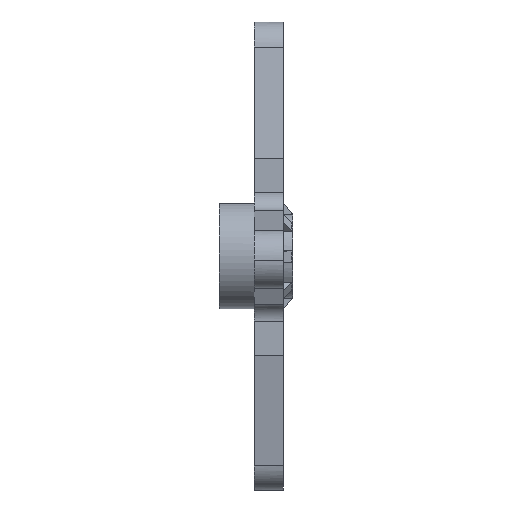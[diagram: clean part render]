
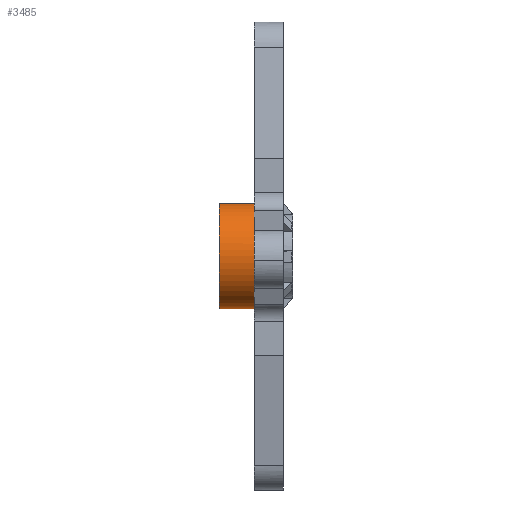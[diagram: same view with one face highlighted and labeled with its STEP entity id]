
A CAD part, left-side view. The second image highlights one B-rep face of the part: STEP entity #3485.
In plain terms, the highlighted cylindrical face has radius 4.5 mm (diameter 9 mm), a partial arc.
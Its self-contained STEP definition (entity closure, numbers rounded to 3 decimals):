
#84 = ORIENTED_EDGE ( 'NONE', *, *, #3572, .F. ) ;
#114 = CARTESIAN_POINT ( 'NONE',  ( 40.699, 102., 38.701 ) ) ;
#247 = CARTESIAN_POINT ( 'NONE',  ( 38.423, 105., 39.229 ) ) ;
#282 = CARTESIAN_POINT ( 'NONE',  ( 39.366, 105., 47.562 ) ) ;
#533 = CARTESIAN_POINT ( 'NONE',  ( 38.285, 102., 47.091 ) ) ;
#616 = CARTESIAN_POINT ( 'NONE',  ( 40.699, 105., 38.701 ) ) ;
#707 = EDGE_CURVE ( 'NONE', #4241, #4239, #2289, .T. ) ;
#837 = CARTESIAN_POINT ( 'NONE',  ( 36.111, 105., 43.71 ) ) ;
#842 = ORIENTED_EDGE ( 'NONE', *, *, #707, .F. ) ;
#876 = CARTESIAN_POINT ( 'NONE',  ( 38.286, 105., 47.092 ) ) ;
#939 = DIRECTION ( 'NONE',  ( -0.017, 0., 1. ) ) ;
#1030 = CARTESIAN_POINT ( 'NONE',  ( 40.699, 104., 38.701 ) ) ;
#1184 = EDGE_LOOP ( 'NONE', ( #842, #7342, #1839, #84 ) ) ;
#1268 = EDGE_CURVE ( 'NONE', #4241, #4862, #3904, .T. ) ;
#1509 = CARTESIAN_POINT ( 'NONE',  ( 36.729, 105., 40.865 ) ) ;
#1573 = CARTESIAN_POINT ( 'NONE',  ( 40.621, 102., 43.2 ) ) ;
#1759 = CARTESIAN_POINT ( 'NONE',  ( 40.699, 102., 38.701 ) ) ;
#1838 = CARTESIAN_POINT ( 'NONE',  ( 37.919, 102., 39.553 ) ) ;
#1839 = ORIENTED_EDGE ( 'NONE', *, *, #3283, .F. ) ;
#1877 = CARTESIAN_POINT ( 'NONE',  ( 36.65, 102., 45.398 ) ) ;
#1964 = VERTEX_POINT ( 'NONE', #114 ) ;
#1988 = CARTESIAN_POINT ( 'NONE',  ( 40.11, 105., 38.69 ) ) ;
#2025 = CARTESIAN_POINT ( 'NONE',  ( 36.974, 105., 45.902 ) ) ;
#2258 = CARTESIAN_POINT ( 'NONE',  ( 40.542, 102., 47.699 ) ) ;
#2289 = B_SPLINE_CURVE_WITH_KNOTS ( 'NONE', 3,
 ( #7601, #5242, #5891, #2258 ),
 .UNSPECIFIED., .F., .F.,
 ( 4, 4 ),
 ( 0., 1. ),
 .UNSPECIFIED. ) ;
#2332 = CARTESIAN_POINT ( 'NONE',  ( 39.952, 102., 47.689 ) ) ;
#2405 = CARTESIAN_POINT ( 'NONE',  ( 38.422, 102., 39.23 ) ) ;
#2967 = CARTESIAN_POINT ( 'NONE',  ( 39.52, 102., 38.797 ) ) ;
#2969 = B_SPLINE_CURVE_WITH_KNOTS ( 'NONE', 3,
 ( #4276, #2332, #4159, #533, #7294, #4237, #1877, #7217, #6629, #5507, #4827, #7337, #6107, #1838, #2405, #2967, #6708, #1759 ),
 .UNSPECIFIED., .F., .F.,
 ( 4, 2, 2, 2, 2, 2, 2, 2, 4 ),
 ( 0., 0.125, 0.25, 0.375, 0.5, 0.625, 0.75, 0.875, 1. ),
 .UNSPECIFIED. ) ;
#3265 = CARTESIAN_POINT ( 'NONE',  ( 37.918, 105., 39.554 ) ) ;
#3283 = EDGE_CURVE ( 'NONE', #1964, #4862, #4195, .T. ) ;
#3442 = CYLINDRICAL_SURFACE ( 'NONE', #7684, 4.5 ) ;
#3457 = CARTESIAN_POINT ( 'NONE',  ( 40.699, 102., 38.701 ) ) ;
#3460 = CARTESIAN_POINT ( 'NONE',  ( 40.542, 102., 47.699 ) ) ;
#3485 = ADVANCED_FACE ( 'NONE', ( #4572 ), #3442, .T. ) ;
#3572 = EDGE_CURVE ( 'NONE', #4239, #1964, #2969, .T. ) ;
#3824 = CARTESIAN_POINT ( 'NONE',  ( 40.699, 105., 38.701 ) ) ;
#3863 = CARTESIAN_POINT ( 'NONE',  ( 37.793, 105., 46.75 ) ) ;
#3904 = B_SPLINE_CURVE_WITH_KNOTS ( 'NONE', 3,
 ( #6336, #4431, #282, #876, #3863, #2025, #6300, #6935, #837, #5666, #5142, #1509, #7574, #3265, #247, #3943, #1988, #3824 ),
 .UNSPECIFIED., .F., .F.,
 ( 4, 2, 2, 2, 2, 2, 2, 2, 4 ),
 ( 0., 0.125, 0.25, 0.375, 0.5, 0.625, 0.75, 0.875, 1. ),
 .UNSPECIFIED. ) ;
#3943 = CARTESIAN_POINT ( 'NONE',  ( 39.519, 105., 38.797 ) ) ;
#4159 = CARTESIAN_POINT ( 'NONE',  ( 39.368, 102., 47.562 ) ) ;
#4195 = B_SPLINE_CURVE_WITH_KNOTS ( 'NONE', 3,
 ( #3457, #6490, #1030, #5897 ),
 .UNSPECIFIED., .F., .F.,
 ( 4, 4 ),
 ( 0., 1. ),
 .UNSPECIFIED. ) ;
#4237 = CARTESIAN_POINT ( 'NONE',  ( 36.974, 102., 45.901 ) ) ;
#4239 = VERTEX_POINT ( 'NONE', #3460 ) ;
#4241 = VERTEX_POINT ( 'NONE', #5899 ) ;
#4276 = CARTESIAN_POINT ( 'NONE',  ( 40.542, 102., 47.699 ) ) ;
#4431 = CARTESIAN_POINT ( 'NONE',  ( 39.953, 105., 47.689 ) ) ;
#4572 = FACE_OUTER_BOUND ( 'NONE', #1184, .T. ) ;
#4827 = CARTESIAN_POINT ( 'NONE',  ( 36.259, 102., 41.947 ) ) ;
#4862 = VERTEX_POINT ( 'NONE', #616 ) ;
#5142 = CARTESIAN_POINT ( 'NONE',  ( 36.259, 105., 41.946 ) ) ;
#5242 = CARTESIAN_POINT ( 'NONE',  ( 40.542, 104., 47.699 ) ) ;
#5507 = CARTESIAN_POINT ( 'NONE',  ( 36.132, 102., 42.531 ) ) ;
#5666 = CARTESIAN_POINT ( 'NONE',  ( 36.132, 105., 42.533 ) ) ;
#5883 = DIRECTION ( 'NONE',  ( 0., 1., 0. ) ) ;
#5891 = CARTESIAN_POINT ( 'NONE',  ( 40.542, 103., 47.699 ) ) ;
#5897 = CARTESIAN_POINT ( 'NONE',  ( 40.699, 105., 38.701 ) ) ;
#5899 = CARTESIAN_POINT ( 'NONE',  ( 40.542, 105., 47.699 ) ) ;
#6107 = CARTESIAN_POINT ( 'NONE',  ( 37.07, 102., 40.373 ) ) ;
#6300 = CARTESIAN_POINT ( 'NONE',  ( 36.65, 105., 45.397 ) ) ;
#6336 = CARTESIAN_POINT ( 'NONE',  ( 40.542, 105., 47.699 ) ) ;
#6490 = CARTESIAN_POINT ( 'NONE',  ( 40.699, 103., 38.701 ) ) ;
#6629 = CARTESIAN_POINT ( 'NONE',  ( 36.111, 102., 43.712 ) ) ;
#6708 = CARTESIAN_POINT ( 'NONE',  ( 40.108, 102., 38.69 ) ) ;
#6935 = CARTESIAN_POINT ( 'NONE',  ( 36.218, 105., 44.301 ) ) ;
#7217 = CARTESIAN_POINT ( 'NONE',  ( 36.217, 102., 44.3 ) ) ;
#7294 = CARTESIAN_POINT ( 'NONE',  ( 37.794, 102., 46.75 ) ) ;
#7337 = CARTESIAN_POINT ( 'NONE',  ( 36.729, 102., 40.864 ) ) ;
#7342 = ORIENTED_EDGE ( 'NONE', *, *, #1268, .T. ) ;
#7574 = CARTESIAN_POINT ( 'NONE',  ( 37.071, 105., 40.372 ) ) ;
#7601 = CARTESIAN_POINT ( 'NONE',  ( 40.542, 105., 47.699 ) ) ;
#7684 = AXIS2_PLACEMENT_3D ( 'NONE', #1573, #5883, #939 ) ;
